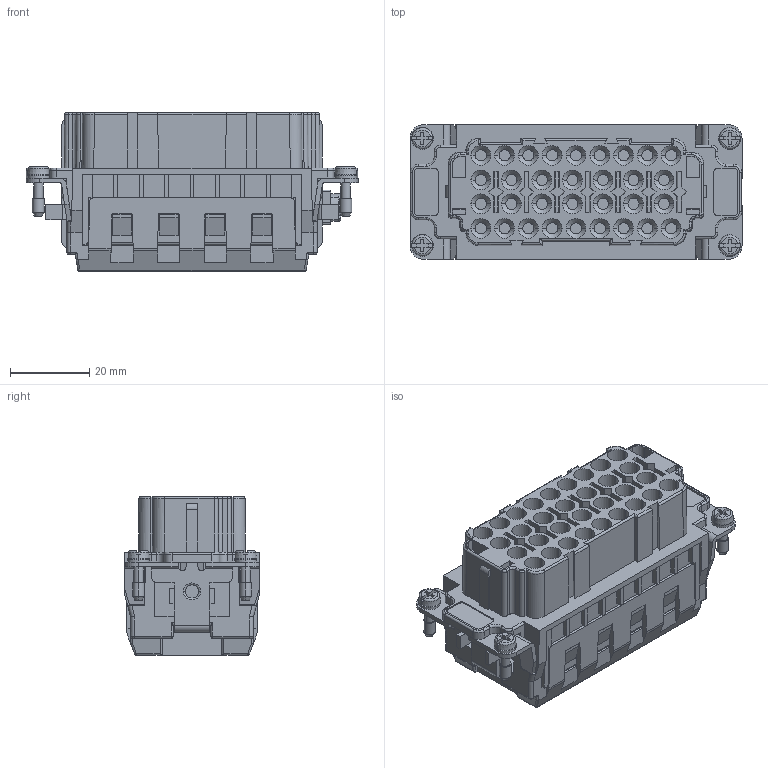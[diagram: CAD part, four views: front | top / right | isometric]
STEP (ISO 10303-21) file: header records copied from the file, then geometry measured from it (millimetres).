
FILE_DESCRIPTION(('Creo Elements/Direct Modeling STEP Export'),'2;1');
FILE_NAME('37jbk2e5pq6q4di2256','2023-03-20T13:40:35',(''),(''),'Creo Elements/Direct Modeling STEP processor for AP214 (Solid Model)','Creo Elements/Direct Modeling 20.1B 02-Apr-2019 (C) Parametric Technology GmbH','');
FILE_SCHEMA(('AUTOMOTIVE_DESIGN { 1 0 10303 214 1 1 1 1 }'));
Products named in the file (2): CQEYF 32
Assembly tree (1 placements, depth 2):
  CQEYF 32
    CQEYF 32
Bounding box: 83.7 x 34 x 40 mm (x, y, z)
Volume: 62679.8 mm3; surface area: 34980.7 mm2
Topology: 1 solids, 1 shells, 3133 faces, 8152 edges, 5032 vertices
Faces by surface type: plane 1513, cylinder 1198, torus 248, cone 82, sphere 76, bspline 16
Entity records: 121022 total; most frequent: CARTESIAN_POINT 19659, ORIENTED_EDGE 16152, DIRECTION 15941, EDGE_CURVE 8076, AXIS2_PLACEMENT_3D 5422, VECTOR 5097, LINE 5097, VERTEX_POINT 5032
